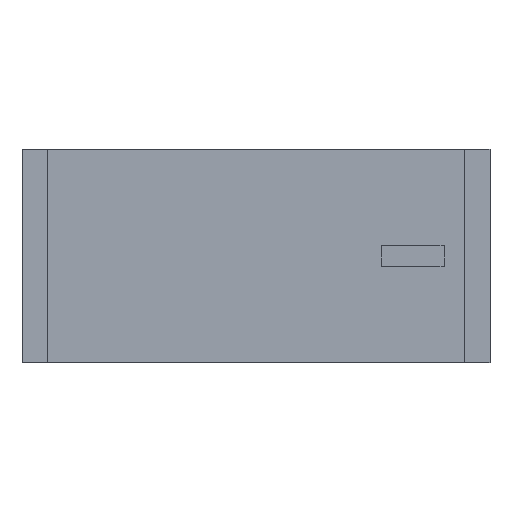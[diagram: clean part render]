
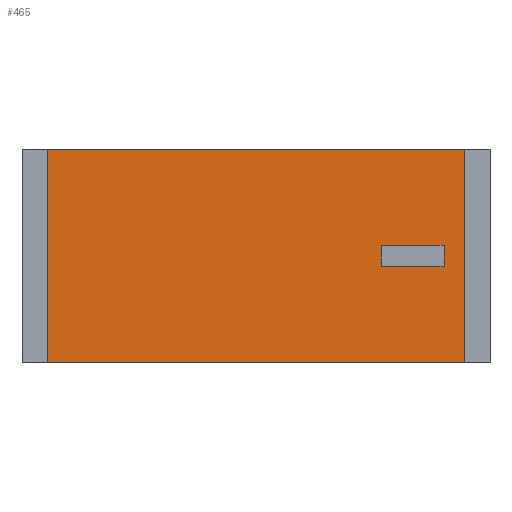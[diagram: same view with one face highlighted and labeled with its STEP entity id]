
A CAD part, top view. The second image highlights one B-rep face of the part: STEP entity #465.
In plain terms, the highlighted planar face has unit normal (0, 0, 1).
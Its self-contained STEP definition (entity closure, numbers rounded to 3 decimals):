
#48=ORIENTED_EDGE('',*,*,#164,.F.);
#49=ORIENTED_EDGE('',*,*,#165,.F.);
#50=ORIENTED_EDGE('',*,*,#166,.F.);
#51=ORIENTED_EDGE('',*,*,#167,.F.);
#52=ORIENTED_EDGE('',*,*,#154,.F.);
#53=ORIENTED_EDGE('',*,*,#163,.F.);
#54=ORIENTED_EDGE('',*,*,#160,.F.);
#55=ORIENTED_EDGE('',*,*,#157,.F.);
#154=EDGE_CURVE('',#214,#215,#254,.T.);
#157=EDGE_CURVE('',#215,#217,#257,.T.);
#160=EDGE_CURVE('',#217,#219,#260,.T.);
#163=EDGE_CURVE('',#219,#214,#263,.T.);
#164=EDGE_CURVE('',#220,#221,#264,.T.);
#165=EDGE_CURVE('',#222,#220,#265,.T.);
#166=EDGE_CURVE('',#223,#222,#266,.T.);
#167=EDGE_CURVE('',#221,#223,#267,.T.);
#214=VERTEX_POINT('',#695);
#215=VERTEX_POINT('',#697);
#217=VERTEX_POINT('',#703);
#219=VERTEX_POINT('',#709);
#220=VERTEX_POINT('',#716);
#221=VERTEX_POINT('',#717);
#222=VERTEX_POINT('',#719);
#223=VERTEX_POINT('',#721);
#254=LINE('',#696,#314);
#257=LINE('',#702,#317);
#260=LINE('',#708,#320);
#263=LINE('',#713,#323);
#264=LINE('',#715,#324);
#265=LINE('',#718,#325);
#266=LINE('',#720,#326);
#267=LINE('',#722,#327);
#314=VECTOR('',#571,1000.);
#317=VECTOR('',#576,1000.);
#320=VECTOR('',#581,1000.);
#323=VECTOR('',#586,1000.);
#324=VECTOR('',#589,1000.);
#325=VECTOR('',#590,1000.);
#326=VECTOR('',#591,1000.);
#327=VECTOR('',#592,1000.);
#376=EDGE_LOOP('',(#48,#49,#50,#51));
#377=EDGE_LOOP('',(#52,#53,#54,#55));
#406=FACE_BOUND('',#376,.T.);
#407=FACE_BOUND('',#377,.T.);
#436=PLANE('',#538);
#465=ADVANCED_FACE('',(#406,#407),#436,.F.);
#538=AXIS2_PLACEMENT_3D('',#714,#587,#588);
#571=DIRECTION('',(0.,-1.,0.));
#576=DIRECTION('',(-1.,0.,0.));
#581=DIRECTION('',(0.,1.,0.));
#586=DIRECTION('',(1.,0.,0.));
#587=DIRECTION('',(0.,0.,-1.));
#588=DIRECTION('',(-1.,0.,0.));
#589=DIRECTION('',(0.,1.,0.));
#590=DIRECTION('',(1.,0.,0.));
#591=DIRECTION('',(0.,-1.,0.));
#592=DIRECTION('',(-1.,0.,0.));
#695=CARTESIAN_POINT('',(5.,2.55,0.75));
#696=CARTESIAN_POINT('',(5.,2.55,0.75));
#697=CARTESIAN_POINT('',(5.,-2.55,0.75));
#702=CARTESIAN_POINT('',(5.,-2.55,0.75));
#703=CARTESIAN_POINT('',(-5.,-2.55,0.75));
#708=CARTESIAN_POINT('',(-5.,-2.55,0.75));
#709=CARTESIAN_POINT('',(-5.,2.55,0.75));
#713=CARTESIAN_POINT('',(-5.,2.55,0.75));
#714=CARTESIAN_POINT('',(5.,-2.55,0.75));
#715=CARTESIAN_POINT('',(4.5,-0.25,0.75));
#716=CARTESIAN_POINT('',(4.5,-0.25,0.75));
#717=CARTESIAN_POINT('',(4.5,0.25,0.75));
#718=CARTESIAN_POINT('',(3.,-0.25,0.75));
#719=CARTESIAN_POINT('',(3.,-0.25,0.75));
#720=CARTESIAN_POINT('',(3.,0.25,0.75));
#721=CARTESIAN_POINT('',(3.,0.25,0.75));
#722=CARTESIAN_POINT('',(4.5,0.25,0.75));
